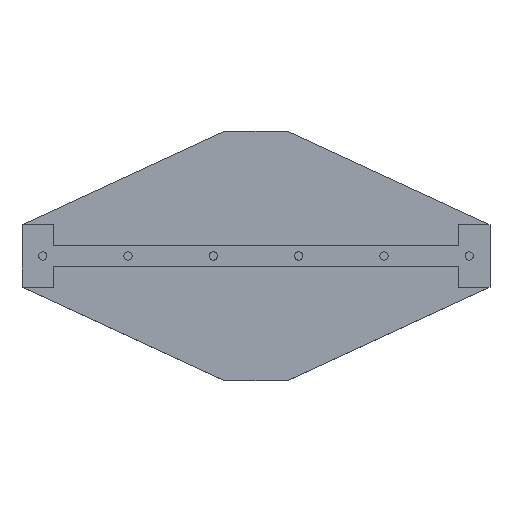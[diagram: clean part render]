
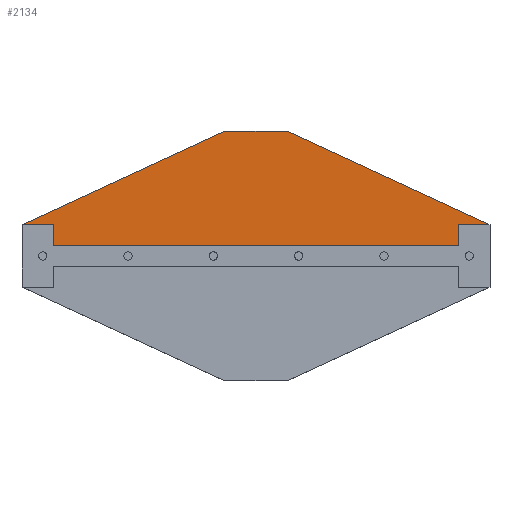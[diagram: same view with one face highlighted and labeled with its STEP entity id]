
A CAD part, top view. The second image highlights one B-rep face of the part: STEP entity #2134.
In plain terms, the highlighted planar face has unit normal (0, 0, 1).
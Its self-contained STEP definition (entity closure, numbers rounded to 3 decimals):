
#721 = PLANE('',#722);
#722 = AXIS2_PLACEMENT_3D('',#723,#724,#725);
#723 = CARTESIAN_POINT('',(-112.5,15.,80.));
#724 = DIRECTION('',(-0.419,0.908,0.));
#725 = DIRECTION('',(0.908,0.419,0.));
#749 = PLANE('',#750);
#750 = AXIS2_PLACEMENT_3D('',#751,#752,#753);
#751 = CARTESIAN_POINT('',(-15.,60.,80.));
#752 = DIRECTION('',(0.,1.,0.));
#753 = DIRECTION('',(1.,0.,0.));
#777 = PLANE('',#778);
#778 = AXIS2_PLACEMENT_3D('',#779,#780,#781);
#779 = CARTESIAN_POINT('',(15.,60.,80.));
#780 = DIRECTION('',(0.419,0.908,-0.));
#781 = DIRECTION('',(0.908,-0.419,0.));
#1164 = VERTEX_POINT('',#1165);
#1165 = CARTESIAN_POINT('',(-112.5,15.,95.));
#1186 = EDGE_CURVE('',#1164,#1187,#1189,.T.);
#1187 = VERTEX_POINT('',#1188);
#1188 = CARTESIAN_POINT('',(-15.,60.,95.));
#1189 = SURFACE_CURVE('',#1190,(#1194,#1201),.PCURVE_S1.);
#1190 = LINE('',#1191,#1192);
#1191 = CARTESIAN_POINT('',(-112.5,15.,95.));
#1192 = VECTOR('',#1193,1.);
#1193 = DIRECTION('',(0.908,0.419,0.));
#1194 = PCURVE('',#721,#1195);
#1195 = DEFINITIONAL_REPRESENTATION('',(#1196),#1200);
#1196 = LINE('',#1197,#1198);
#1197 = CARTESIAN_POINT('',(0.,-15.));
#1198 = VECTOR('',#1199,1.);
#1199 = DIRECTION('',(1.,0.));
#1200 = ( GEOMETRIC_REPRESENTATION_CONTEXT(2) 
PARAMETRIC_REPRESENTATION_CONTEXT() REPRESENTATION_CONTEXT('2D SPACE',''
  ) );
#1201 = PCURVE('',#1202,#1207);
#1202 = PLANE('',#1203);
#1203 = AXIS2_PLACEMENT_3D('',#1204,#1205,#1206);
#1204 = CARTESIAN_POINT('',(0.,0.,95.));
#1205 = DIRECTION('',(-0.,-0.,-1.));
#1206 = DIRECTION('',(-1.,0.,0.));
#1207 = DEFINITIONAL_REPRESENTATION('',(#1208),#1212);
#1208 = LINE('',#1209,#1210);
#1209 = CARTESIAN_POINT('',(112.5,15.));
#1210 = VECTOR('',#1211,1.);
#1211 = DIRECTION('',(-0.908,0.419));
#1212 = ( GEOMETRIC_REPRESENTATION_CONTEXT(2) 
PARAMETRIC_REPRESENTATION_CONTEXT() REPRESENTATION_CONTEXT('2D SPACE',''
  ) );
#1333 = PLANE('',#1334);
#1334 = AXIS2_PLACEMENT_3D('',#1335,#1336,#1337);
#1335 = CARTESIAN_POINT('',(-112.5,15.,95.));
#1336 = DIRECTION('',(-0.,1.,0.));
#1337 = DIRECTION('',(1.,0.,0.));
#1578 = EDGE_CURVE('',#1187,#1579,#1581,.T.);
#1579 = VERTEX_POINT('',#1580);
#1580 = CARTESIAN_POINT('',(15.,60.,95.));
#1581 = SURFACE_CURVE('',#1582,(#1586,#1593),.PCURVE_S1.);
#1582 = LINE('',#1583,#1584);
#1583 = CARTESIAN_POINT('',(-15.,60.,95.));
#1584 = VECTOR('',#1585,1.);
#1585 = DIRECTION('',(1.,0.,0.));
#1586 = PCURVE('',#749,#1587);
#1587 = DEFINITIONAL_REPRESENTATION('',(#1588),#1592);
#1588 = LINE('',#1589,#1590);
#1589 = CARTESIAN_POINT('',(0.,-15.));
#1590 = VECTOR('',#1591,1.);
#1591 = DIRECTION('',(1.,0.));
#1592 = ( GEOMETRIC_REPRESENTATION_CONTEXT(2) 
PARAMETRIC_REPRESENTATION_CONTEXT() REPRESENTATION_CONTEXT('2D SPACE',''
  ) );
#1593 = PCURVE('',#1202,#1594);
#1594 = DEFINITIONAL_REPRESENTATION('',(#1595),#1599);
#1595 = LINE('',#1596,#1597);
#1596 = CARTESIAN_POINT('',(15.,60.));
#1597 = VECTOR('',#1598,1.);
#1598 = DIRECTION('',(-1.,0.));
#1599 = ( GEOMETRIC_REPRESENTATION_CONTEXT(2) 
PARAMETRIC_REPRESENTATION_CONTEXT() REPRESENTATION_CONTEXT('2D SPACE',''
  ) );
#1681 = EDGE_CURVE('',#1579,#1682,#1684,.T.);
#1682 = VERTEX_POINT('',#1683);
#1683 = CARTESIAN_POINT('',(112.5,15.,95.));
#1684 = SURFACE_CURVE('',#1685,(#1689,#1696),.PCURVE_S1.);
#1685 = LINE('',#1686,#1687);
#1686 = CARTESIAN_POINT('',(15.,60.,95.));
#1687 = VECTOR('',#1688,1.);
#1688 = DIRECTION('',(0.908,-0.419,0.));
#1689 = PCURVE('',#777,#1690);
#1690 = DEFINITIONAL_REPRESENTATION('',(#1691),#1695);
#1691 = LINE('',#1692,#1693);
#1692 = CARTESIAN_POINT('',(0.,-15.));
#1693 = VECTOR('',#1694,1.);
#1694 = DIRECTION('',(1.,0.));
#1695 = ( GEOMETRIC_REPRESENTATION_CONTEXT(2) 
PARAMETRIC_REPRESENTATION_CONTEXT() REPRESENTATION_CONTEXT('2D SPACE',''
  ) );
#1696 = PCURVE('',#1202,#1697);
#1697 = DEFINITIONAL_REPRESENTATION('',(#1698),#1702);
#1698 = LINE('',#1699,#1700);
#1699 = CARTESIAN_POINT('',(-15.,60.));
#1700 = VECTOR('',#1701,1.);
#1701 = DIRECTION('',(-0.908,-0.419));
#1702 = ( GEOMETRIC_REPRESENTATION_CONTEXT(2) 
PARAMETRIC_REPRESENTATION_CONTEXT() REPRESENTATION_CONTEXT('2D SPACE',''
  ) );
#1796 = PLANE('',#1797);
#1797 = AXIS2_PLACEMENT_3D('',#1798,#1799,#1800);
#1798 = CARTESIAN_POINT('',(97.5,15.,95.));
#1799 = DIRECTION('',(-0.,1.,0.));
#1800 = DIRECTION('',(1.,0.,0.));
#2134 = ADVANCED_FACE('',(#2135),#1202,.F.);
#2135 = FACE_BOUND('',#2136,.F.);
#2136 = EDGE_LOOP('',(#2137,#2160,#2161,#2162,#2163,#2186,#2214,#2242));
#2137 = ORIENTED_EDGE('',*,*,#2138,.F.);
#2138 = EDGE_CURVE('',#1164,#2139,#2141,.T.);
#2139 = VERTEX_POINT('',#2140);
#2140 = CARTESIAN_POINT('',(-97.5,15.,95.));
#2141 = SURFACE_CURVE('',#2142,(#2146,#2153),.PCURVE_S1.);
#2142 = LINE('',#2143,#2144);
#2143 = CARTESIAN_POINT('',(-112.5,15.,95.));
#2144 = VECTOR('',#2145,1.);
#2145 = DIRECTION('',(1.,0.,0.));
#2146 = PCURVE('',#1202,#2147);
#2147 = DEFINITIONAL_REPRESENTATION('',(#2148),#2152);
#2148 = LINE('',#2149,#2150);
#2149 = CARTESIAN_POINT('',(112.5,15.));
#2150 = VECTOR('',#2151,1.);
#2151 = DIRECTION('',(-1.,0.));
#2152 = ( GEOMETRIC_REPRESENTATION_CONTEXT(2) 
PARAMETRIC_REPRESENTATION_CONTEXT() REPRESENTATION_CONTEXT('2D SPACE',''
  ) );
#2153 = PCURVE('',#1333,#2154);
#2154 = DEFINITIONAL_REPRESENTATION('',(#2155),#2159);
#2155 = LINE('',#2156,#2157);
#2156 = CARTESIAN_POINT('',(0.,0.));
#2157 = VECTOR('',#2158,1.);
#2158 = DIRECTION('',(1.,0.));
#2159 = ( GEOMETRIC_REPRESENTATION_CONTEXT(2) 
PARAMETRIC_REPRESENTATION_CONTEXT() REPRESENTATION_CONTEXT('2D SPACE',''
  ) );
#2160 = ORIENTED_EDGE('',*,*,#1186,.T.);
#2161 = ORIENTED_EDGE('',*,*,#1578,.T.);
#2162 = ORIENTED_EDGE('',*,*,#1681,.T.);
#2163 = ORIENTED_EDGE('',*,*,#2164,.F.);
#2164 = EDGE_CURVE('',#2165,#1682,#2167,.T.);
#2165 = VERTEX_POINT('',#2166);
#2166 = CARTESIAN_POINT('',(97.5,15.,95.));
#2167 = SURFACE_CURVE('',#2168,(#2172,#2179),.PCURVE_S1.);
#2168 = LINE('',#2169,#2170);
#2169 = CARTESIAN_POINT('',(97.5,15.,95.));
#2170 = VECTOR('',#2171,1.);
#2171 = DIRECTION('',(1.,0.,0.));
#2172 = PCURVE('',#1202,#2173);
#2173 = DEFINITIONAL_REPRESENTATION('',(#2174),#2178);
#2174 = LINE('',#2175,#2176);
#2175 = CARTESIAN_POINT('',(-97.5,15.));
#2176 = VECTOR('',#2177,1.);
#2177 = DIRECTION('',(-1.,0.));
#2178 = ( GEOMETRIC_REPRESENTATION_CONTEXT(2) 
PARAMETRIC_REPRESENTATION_CONTEXT() REPRESENTATION_CONTEXT('2D SPACE',''
  ) );
#2179 = PCURVE('',#1796,#2180);
#2180 = DEFINITIONAL_REPRESENTATION('',(#2181),#2185);
#2181 = LINE('',#2182,#2183);
#2182 = CARTESIAN_POINT('',(0.,0.));
#2183 = VECTOR('',#2184,1.);
#2184 = DIRECTION('',(1.,0.));
#2185 = ( GEOMETRIC_REPRESENTATION_CONTEXT(2) 
PARAMETRIC_REPRESENTATION_CONTEXT() REPRESENTATION_CONTEXT('2D SPACE',''
  ) );
#2186 = ORIENTED_EDGE('',*,*,#2187,.F.);
#2187 = EDGE_CURVE('',#2188,#2165,#2190,.T.);
#2188 = VERTEX_POINT('',#2189);
#2189 = CARTESIAN_POINT('',(97.5,5.,95.));
#2190 = SURFACE_CURVE('',#2191,(#2195,#2202),.PCURVE_S1.);
#2191 = LINE('',#2192,#2193);
#2192 = CARTESIAN_POINT('',(97.5,5.,95.));
#2193 = VECTOR('',#2194,1.);
#2194 = DIRECTION('',(0.,1.,0.));
#2195 = PCURVE('',#1202,#2196);
#2196 = DEFINITIONAL_REPRESENTATION('',(#2197),#2201);
#2197 = LINE('',#2198,#2199);
#2198 = CARTESIAN_POINT('',(-97.5,5.));
#2199 = VECTOR('',#2200,1.);
#2200 = DIRECTION('',(0.,1.));
#2201 = ( GEOMETRIC_REPRESENTATION_CONTEXT(2) 
PARAMETRIC_REPRESENTATION_CONTEXT() REPRESENTATION_CONTEXT('2D SPACE',''
  ) );
#2202 = PCURVE('',#2203,#2208);
#2203 = PLANE('',#2204);
#2204 = AXIS2_PLACEMENT_3D('',#2205,#2206,#2207);
#2205 = CARTESIAN_POINT('',(97.5,5.,95.));
#2206 = DIRECTION('',(-1.,0.,0.));
#2207 = DIRECTION('',(0.,1.,0.));
#2208 = DEFINITIONAL_REPRESENTATION('',(#2209),#2213);
#2209 = LINE('',#2210,#2211);
#2210 = CARTESIAN_POINT('',(0.,0.));
#2211 = VECTOR('',#2212,1.);
#2212 = DIRECTION('',(1.,0.));
#2213 = ( GEOMETRIC_REPRESENTATION_CONTEXT(2) 
PARAMETRIC_REPRESENTATION_CONTEXT() REPRESENTATION_CONTEXT('2D SPACE',''
  ) );
#2214 = ORIENTED_EDGE('',*,*,#2215,.F.);
#2215 = EDGE_CURVE('',#2216,#2188,#2218,.T.);
#2216 = VERTEX_POINT('',#2217);
#2217 = CARTESIAN_POINT('',(-97.5,5.,95.));
#2218 = SURFACE_CURVE('',#2219,(#2223,#2230),.PCURVE_S1.);
#2219 = LINE('',#2220,#2221);
#2220 = CARTESIAN_POINT('',(-97.5,5.,95.));
#2221 = VECTOR('',#2222,1.);
#2222 = DIRECTION('',(1.,0.,0.));
#2223 = PCURVE('',#1202,#2224);
#2224 = DEFINITIONAL_REPRESENTATION('',(#2225),#2229);
#2225 = LINE('',#2226,#2227);
#2226 = CARTESIAN_POINT('',(97.5,5.));
#2227 = VECTOR('',#2228,1.);
#2228 = DIRECTION('',(-1.,0.));
#2229 = ( GEOMETRIC_REPRESENTATION_CONTEXT(2) 
PARAMETRIC_REPRESENTATION_CONTEXT() REPRESENTATION_CONTEXT('2D SPACE',''
  ) );
#2230 = PCURVE('',#2231,#2236);
#2231 = PLANE('',#2232);
#2232 = AXIS2_PLACEMENT_3D('',#2233,#2234,#2235);
#2233 = CARTESIAN_POINT('',(-97.5,5.,95.));
#2234 = DIRECTION('',(-0.,1.,0.));
#2235 = DIRECTION('',(1.,0.,0.));
#2236 = DEFINITIONAL_REPRESENTATION('',(#2237),#2241);
#2237 = LINE('',#2238,#2239);
#2238 = CARTESIAN_POINT('',(0.,0.));
#2239 = VECTOR('',#2240,1.);
#2240 = DIRECTION('',(1.,0.));
#2241 = ( GEOMETRIC_REPRESENTATION_CONTEXT(2) 
PARAMETRIC_REPRESENTATION_CONTEXT() REPRESENTATION_CONTEXT('2D SPACE',''
  ) );
#2242 = ORIENTED_EDGE('',*,*,#2243,.F.);
#2243 = EDGE_CURVE('',#2139,#2216,#2244,.T.);
#2244 = SURFACE_CURVE('',#2245,(#2249,#2256),.PCURVE_S1.);
#2245 = LINE('',#2246,#2247);
#2246 = CARTESIAN_POINT('',(-97.5,15.,95.));
#2247 = VECTOR('',#2248,1.);
#2248 = DIRECTION('',(0.,-1.,0.));
#2249 = PCURVE('',#1202,#2250);
#2250 = DEFINITIONAL_REPRESENTATION('',(#2251),#2255);
#2251 = LINE('',#2252,#2253);
#2252 = CARTESIAN_POINT('',(97.5,15.));
#2253 = VECTOR('',#2254,1.);
#2254 = DIRECTION('',(0.,-1.));
#2255 = ( GEOMETRIC_REPRESENTATION_CONTEXT(2) 
PARAMETRIC_REPRESENTATION_CONTEXT() REPRESENTATION_CONTEXT('2D SPACE',''
  ) );
#2256 = PCURVE('',#2257,#2262);
#2257 = PLANE('',#2258);
#2258 = AXIS2_PLACEMENT_3D('',#2259,#2260,#2261);
#2259 = CARTESIAN_POINT('',(-97.5,15.,95.));
#2260 = DIRECTION('',(1.,0.,0.));
#2261 = DIRECTION('',(0.,-1.,0.));
#2262 = DEFINITIONAL_REPRESENTATION('',(#2263),#2267);
#2263 = LINE('',#2264,#2265);
#2264 = CARTESIAN_POINT('',(0.,0.));
#2265 = VECTOR('',#2266,1.);
#2266 = DIRECTION('',(1.,0.));
#2267 = ( GEOMETRIC_REPRESENTATION_CONTEXT(2) 
PARAMETRIC_REPRESENTATION_CONTEXT() REPRESENTATION_CONTEXT('2D SPACE',''
  ) );
